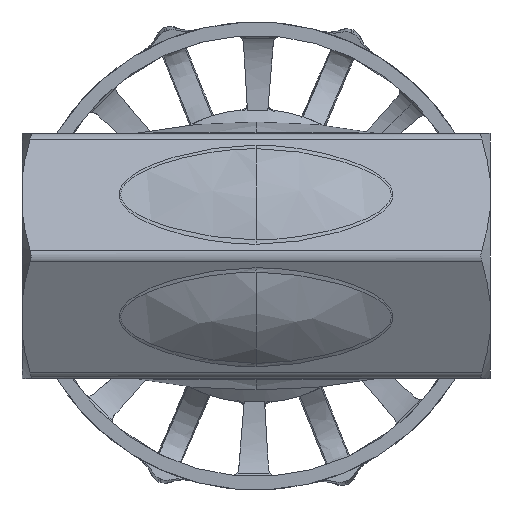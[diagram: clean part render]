
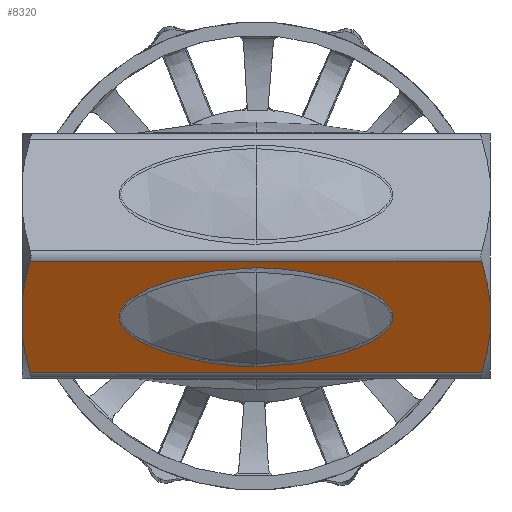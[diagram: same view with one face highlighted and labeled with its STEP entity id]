
A CAD part, front view. The second image highlights one B-rep face of the part: STEP entity #8320.
In plain terms, the highlighted planar face has unit normal (0, -0.866, -0.5).
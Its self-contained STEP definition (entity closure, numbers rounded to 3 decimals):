
#57=(
BOUNDED_CURVE()
B_SPLINE_CURVE(2,(#23307,#23308,#23309),.UNSPECIFIED.,.F.,.F.)
B_SPLINE_CURVE_WITH_KNOTS((3,3),(0.11,0.909),
 .UNSPECIFIED.)
CURVE()
GEOMETRIC_REPRESENTATION_ITEM()
RATIONAL_B_SPLINE_CURVE((1.004,1.017,1.))
REPRESENTATION_ITEM('')
);
#61=(
BOUNDED_CURVE()
B_SPLINE_CURVE(2,(#23393,#23394,#23395),.UNSPECIFIED.,.F.,.F.)
B_SPLINE_CURVE_WITH_KNOTS((3,3),(0.,0.799),.UNSPECIFIED.)
CURVE()
GEOMETRIC_REPRESENTATION_ITEM()
RATIONAL_B_SPLINE_CURVE((1.,1.017,1.004))
REPRESENTATION_ITEM('')
);
#64=(
BOUNDED_CURVE()
B_SPLINE_CURVE(2,(#23697,#23698,#23699),.UNSPECIFIED.,.F.,.F.)
B_SPLINE_CURVE_WITH_KNOTS((3,3),(0.,0.799),.UNSPECIFIED.)
CURVE()
GEOMETRIC_REPRESENTATION_ITEM()
RATIONAL_B_SPLINE_CURVE((1.,1.017,1.004))
REPRESENTATION_ITEM('')
);
#65=(
BOUNDED_CURVE()
B_SPLINE_CURVE(2,(#23702,#23703,#23704),.UNSPECIFIED.,.F.,.F.)
B_SPLINE_CURVE_WITH_KNOTS((3,3),(0.11,0.909),
 .UNSPECIFIED.)
CURVE()
GEOMETRIC_REPRESENTATION_ITEM()
RATIONAL_B_SPLINE_CURVE((1.004,1.017,1.))
REPRESENTATION_ITEM('')
);
#816=B_SPLINE_CURVE_WITH_KNOTS('',3,(#23520,#23521,#23522,#23523,#23524,
#23525,#23526,#23527,#23528,#23529,#23530,#23531,#23532,#23533,#23534,#23535,
#23536,#23537),.UNSPECIFIED.,.F.,.F.,(4,1,1,1,1,1,1,1,1,1,1,1,1,1,1,4),
(-5.375,-4.607,-3.839,-3.583,
-3.327,-3.071,-2.815,-2.687,
-2.559,-2.431,-2.303,-1.92,
-1.536,-1.152,-0.768,0.),.UNSPECIFIED.);
#818=B_SPLINE_CURVE_WITH_KNOTS('',3,(#23630,#23631,#23632,#23633,#23634,
#23635,#23636,#23637,#23638,#23639,#23640,#23641,#23642,#23643,#23644,#23645,
#23646,#23647),.UNSPECIFIED.,.F.,.F.,(4,1,1,1,1,1,1,1,1,1,1,1,1,1,1,4),
(-5.375,-4.607,-3.839,-3.455,
-3.071,-2.815,-2.687,-2.559,
-2.495,-2.431,-2.303,-2.048,
-1.792,-1.536,-0.768,0.),
 .UNSPECIFIED.);
#1014=FACE_BOUND('',#2612,.T.);
#1140=PLANE('',#9008);
#1396=LINE('',#23299,#1663);
#1399=LINE('',#23373,#1666);
#1403=LINE('',#23696,#1670);
#1404=LINE('',#23701,#1671);
#1663=VECTOR('',#10343,10.);
#1666=VECTOR('',#10354,10.);
#1670=VECTOR('',#10372,10.);
#1671=VECTOR('',#10373,10.);
#2143=FACE_OUTER_BOUND('',#2611,.T.);
#2611=EDGE_LOOP('',(#7273,#7274,#7275,#7276,#7277,#7278,#7279,#7280));
#2612=EDGE_LOOP('',(#7281,#7282));
#3677=VERTEX_POINT('',#23274);
#3680=VERTEX_POINT('',#23288);
#3682=VERTEX_POINT('',#23305);
#3688=VERTEX_POINT('',#23361);
#3689=VERTEX_POINT('',#23372);
#3692=VERTEX_POINT('',#23391);
#3698=VERTEX_POINT('',#23517);
#3699=VERTEX_POINT('',#23519);
#3701=VERTEX_POINT('',#23695);
#3702=VERTEX_POINT('',#23700);
#4881=EDGE_CURVE('',#3680,#3677,#1396,.T.);
#4884=EDGE_CURVE('',#3680,#3682,#57,.T.);
#4892=EDGE_CURVE('',#3688,#3689,#1399,.T.);
#4897=EDGE_CURVE('',#3692,#3688,#61,.T.);
#4905=EDGE_CURVE('',#3698,#3699,#816,.T.);
#4908=EDGE_CURVE('',#3699,#3698,#818,.T.);
#4911=EDGE_CURVE('',#3682,#3701,#1403,.T.);
#4912=EDGE_CURVE('',#3701,#3689,#64,.T.);
#4913=EDGE_CURVE('',#3702,#3692,#1404,.T.);
#4914=EDGE_CURVE('',#3677,#3702,#65,.T.);
#7273=ORIENTED_EDGE('',*,*,#4881,.F.);
#7274=ORIENTED_EDGE('',*,*,#4884,.T.);
#7275=ORIENTED_EDGE('',*,*,#4911,.T.);
#7276=ORIENTED_EDGE('',*,*,#4912,.T.);
#7277=ORIENTED_EDGE('',*,*,#4892,.F.);
#7278=ORIENTED_EDGE('',*,*,#4897,.F.);
#7279=ORIENTED_EDGE('',*,*,#4913,.F.);
#7280=ORIENTED_EDGE('',*,*,#4914,.F.);
#7281=ORIENTED_EDGE('',*,*,#4905,.F.);
#7282=ORIENTED_EDGE('',*,*,#4908,.F.);
#8320=ADVANCED_FACE('',(#2143,#1014),#1140,.T.);
#9008=AXIS2_PLACEMENT_3D('',#23694,#10370,#10371);
#10343=DIRECTION('',(1.,0.,0.));
#10354=DIRECTION('',(-1.,0.,0.));
#10370=DIRECTION('center_axis',(0.,-0.866,-0.5));
#10371=DIRECTION('ref_axis',(0.,0.5,-0.866));
#10372=DIRECTION('',(0.,0.5,-0.866));
#10373=DIRECTION('',(0.,0.5,-0.866));
#23274=CARTESIAN_POINT('',(78.589,-23.614,-1.));
#23288=CARTESIAN_POINT('',(1.411,-23.614,-1.));
#23299=CARTESIAN_POINT('',(0.,-23.614,-1.));
#23305=CARTESIAN_POINT('',(0.,-19.737,-7.715));
#23307=CARTESIAN_POINT('Ctrl Pts',(1.411,-23.614,-1.));
#23308=CARTESIAN_POINT('Ctrl Pts',(0.318,-21.569,-4.541));
#23309=CARTESIAN_POINT('Ctrl Pts',(0.,-19.737,
-7.715));
#23361=CARTESIAN_POINT('',(78.589,-12.673,-19.95));
#23372=CARTESIAN_POINT('',(1.411,-12.673,-19.95));
#23373=CARTESIAN_POINT('',(0.,-12.673,-19.95));
#23391=CARTESIAN_POINT('',(80.,-16.55,-13.235));
#23393=CARTESIAN_POINT('Ctrl Pts',(80.,-16.55,-13.235));
#23394=CARTESIAN_POINT('Ctrl Pts',(79.682,-14.717,-16.409));
#23395=CARTESIAN_POINT('Ctrl Pts',(78.589,-12.673,-19.95));
#23517=CARTESIAN_POINT('',(40.,-23.037,-1.999));
#23519=CARTESIAN_POINT('',(40.,-13.249,-18.951));
#23520=CARTESIAN_POINT('Ctrl Pts',(40.,-23.037,-1.999));
#23521=CARTESIAN_POINT('Ctrl Pts',(37.441,-23.037,-1.999));
#23522=CARTESIAN_POINT('Ctrl Pts',(32.334,-22.767,-2.467));
#23523=CARTESIAN_POINT('Ctrl Pts',(26.537,-22.011,-3.776));
#23524=CARTESIAN_POINT('Ctrl Pts',(22.591,-21.2,-5.18));
#23525=CARTESIAN_POINT('Ctrl Pts',(20.319,-20.601,-6.219));
#23526=CARTESIAN_POINT('Ctrl Pts',(18.248,-19.849,-7.521));
#23527=CARTESIAN_POINT('Ctrl Pts',(16.877,-18.997,-8.997));
#23528=CARTESIAN_POINT('Ctrl Pts',(16.522,-18.143,-10.476));
#23529=CARTESIAN_POINT('Ctrl Pts',(16.788,-17.505,-11.581));
#23530=CARTESIAN_POINT('Ctrl Pts',(17.434,-16.947,-12.547));
#23531=CARTESIAN_POINT('Ctrl Pts',(18.883,-16.157,-13.916));
#23532=CARTESIAN_POINT('Ctrl Pts',(21.415,-15.345,-15.322));
#23533=CARTESIAN_POINT('Ctrl Pts',(24.944,-14.581,-16.646));
#23534=CARTESIAN_POINT('Ctrl Pts',(28.609,-14.008,-17.637));
#23535=CARTESIAN_POINT('Ctrl Pts',(33.608,-13.45,-18.604));
#23536=CARTESIAN_POINT('Ctrl Pts',(37.441,-13.249,-18.951));
#23537=CARTESIAN_POINT('Ctrl Pts',(40.,-13.249,-18.951));
#23630=CARTESIAN_POINT('Ctrl Pts',(40.,-13.249,-18.951));
#23631=CARTESIAN_POINT('Ctrl Pts',(42.559,-13.249,-18.951));
#23632=CARTESIAN_POINT('Ctrl Pts',(47.667,-13.521,-18.481));
#23633=CARTESIAN_POINT('Ctrl Pts',(53.875,-14.328,-17.083));
#23634=CARTESIAN_POINT('Ctrl Pts',(58.587,-15.345,-15.322));
#23635=CARTESIAN_POINT('Ctrl Pts',(61.47,-16.27,-13.719));
#23636=CARTESIAN_POINT('Ctrl Pts',(63.125,-17.29,-11.953));
#23637=CARTESIAN_POINT('Ctrl Pts',(63.478,-18.144,-10.473));
#23638=CARTESIAN_POINT('Ctrl Pts',(63.258,-18.676,-9.553));
#23639=CARTESIAN_POINT('Ctrl Pts',(62.889,-19.061,-8.885));
#23640=CARTESIAN_POINT('Ctrl Pts',(62.422,-19.419,-8.265));
#23641=CARTESIAN_POINT('Ctrl Pts',(61.411,-19.973,-7.306));
#23642=CARTESIAN_POINT('Ctrl Pts',(59.679,-20.601,-6.218));
#23643=CARTESIAN_POINT('Ctrl Pts',(57.411,-21.2,-5.181));
#23644=CARTESIAN_POINT('Ctrl Pts',(53.461,-22.011,-3.776));
#23645=CARTESIAN_POINT('Ctrl Pts',(47.668,-22.767,-2.467));
#23646=CARTESIAN_POINT('Ctrl Pts',(42.559,-23.037,-1.999));
#23647=CARTESIAN_POINT('Ctrl Pts',(40.,-23.037,-1.999));
#23694=CARTESIAN_POINT('Origin',(0.,-24.191,0.));
#23695=CARTESIAN_POINT('',(0.,-16.55,-13.235));
#23696=CARTESIAN_POINT('',(0.,-24.191,0.));
#23697=CARTESIAN_POINT('Ctrl Pts',(0.,-16.55,
-13.235));
#23698=CARTESIAN_POINT('Ctrl Pts',(0.318,-14.717,
-16.409));
#23699=CARTESIAN_POINT('Ctrl Pts',(1.411,-12.673,-19.95));
#23700=CARTESIAN_POINT('',(80.,-19.737,-7.715));
#23701=CARTESIAN_POINT('',(80.,-24.191,0.));
#23702=CARTESIAN_POINT('Ctrl Pts',(78.589,-23.614,-1.));
#23703=CARTESIAN_POINT('Ctrl Pts',(79.682,-21.569,-4.541));
#23704=CARTESIAN_POINT('Ctrl Pts',(80.,-19.737,-7.715));
